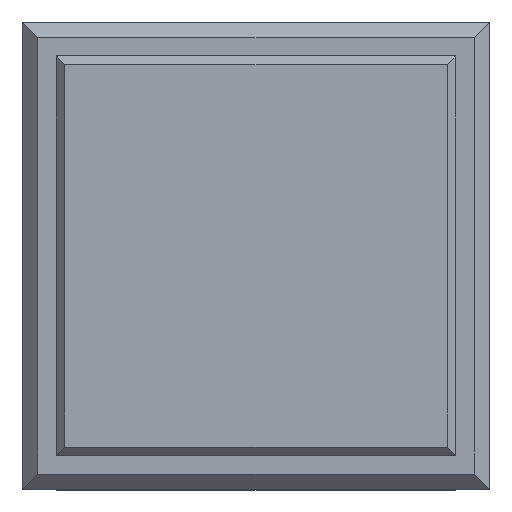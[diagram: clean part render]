
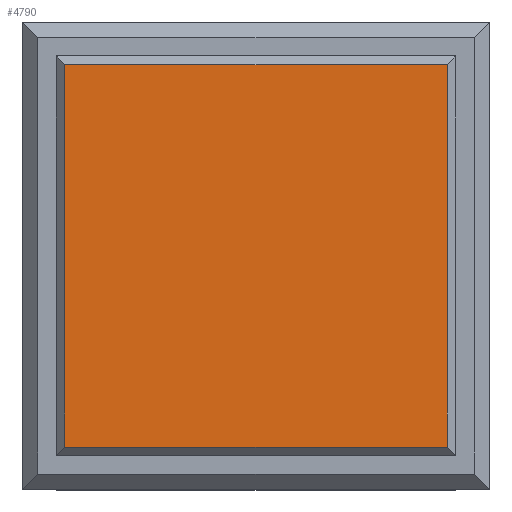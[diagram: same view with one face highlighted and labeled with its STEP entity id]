
A CAD part, top view. The second image highlights one B-rep face of the part: STEP entity #4790.
In plain terms, the highlighted planar face has unit normal (0, 0, 1).
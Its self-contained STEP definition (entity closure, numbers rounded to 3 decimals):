
#667=FACE_OUTER_BOUND($,#962,.T.);
#962=EDGE_LOOP($,(#4365,#4366,#4367,#4368));
#1274=LINE($,#14969,#1590);
#1275=LINE($,#14971,#1591);
#1276=LINE($,#14973,#1592);
#1277=LINE($,#14974,#1593);
#1590=VECTOR($,#6415,22.);
#1591=VECTOR($,#6416,22.);
#1592=VECTOR($,#6417,22.);
#1593=VECTOR($,#6418,22.);
#2237=VERTEX_POINT($,#14967);
#2238=VERTEX_POINT($,#14968);
#2239=VERTEX_POINT($,#14970);
#2240=VERTEX_POINT($,#14972);
#2948=EDGE_CURVE($,#2237,#2238,#1274,.T.);
#2949=EDGE_CURVE($,#2239,#2237,#1275,.T.);
#2950=EDGE_CURVE($,#2240,#2239,#1276,.T.);
#2951=EDGE_CURVE($,#2238,#2240,#1277,.T.);
#4365=ORIENTED_EDGE($,*,*,#2948,.F.);
#4366=ORIENTED_EDGE($,*,*,#2949,.F.);
#4367=ORIENTED_EDGE($,*,*,#2950,.F.);
#4368=ORIENTED_EDGE($,*,*,#2951,.F.);
#4527=PLANE($,#5233);
#4790=ADVANCED_FACE($,(#667),#4527,.F.);
#5233=AXIS2_PLACEMENT_3D($,#14966,#6413,#6414);
#6413=DIRECTION('center_axis',(0.,0.,-1.));
#6414=DIRECTION('ref_axis',(1.,0.,0.));
#6415=DIRECTION($,(0.,-1.,0.));
#6416=DIRECTION($,(1.,0.,0.));
#6417=DIRECTION($,(0.,1.,0.));
#6418=DIRECTION($,(-1.,0.,0.));
#14966=CARTESIAN_POINT('Origin',(0.,0.,10.85));
#14967=CARTESIAN_POINT('',(11.,11.,10.85));
#14968=CARTESIAN_POINT('',(11.,-11.,10.85));
#14969=CARTESIAN_POINT($,(11.,11.,10.85));
#14970=CARTESIAN_POINT('',(-11.,11.,10.85));
#14971=CARTESIAN_POINT($,(-11.,11.,10.85));
#14972=CARTESIAN_POINT('',(-11.,-11.,10.85));
#14973=CARTESIAN_POINT($,(-11.,-11.,10.85));
#14974=CARTESIAN_POINT($,(11.,-11.,10.85));
